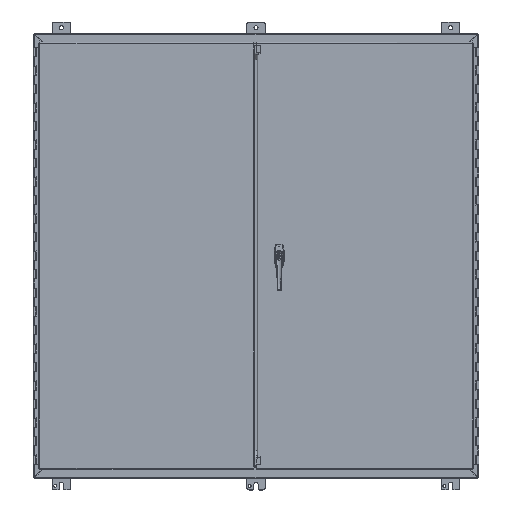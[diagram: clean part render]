
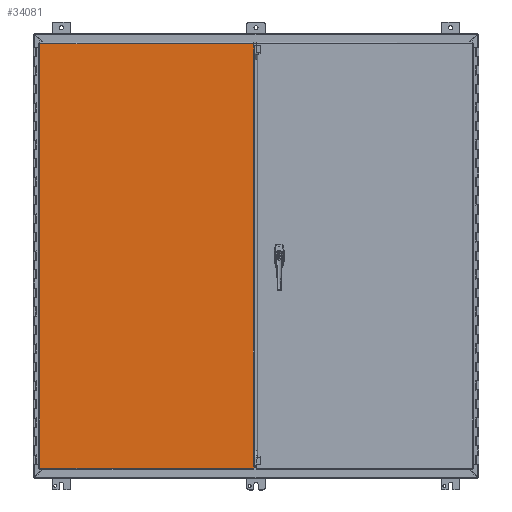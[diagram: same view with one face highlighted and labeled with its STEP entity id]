
A CAD part, top view. The second image highlights one B-rep face of the part: STEP entity #34081.
In plain terms, the highlighted face is planar.
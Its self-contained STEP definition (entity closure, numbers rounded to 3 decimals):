
#2919=PLANE($,#36430);
#4641=FACE_OUTER_BOUND($,#6689,.T.);
#6689=EDGE_LOOP($,(#28868,#28869,#28870,#28871,#28872,#28873,#28874,#28875,
#28876,#28877,#28878,#28879));
#9885=LINE($,#79105,#12838);
#9888=LINE($,#79116,#12841);
#9891=LINE($,#79123,#12844);
#9895=LINE($,#79130,#12848);
#9897=LINE($,#79134,#12850);
#9898=LINE($,#79136,#12851);
#9899=LINE($,#79138,#12852);
#9900=LINE($,#79140,#12853);
#9901=LINE($,#79142,#12854);
#9902=LINE($,#79144,#12855);
#9903=LINE($,#79146,#12856);
#9904=LINE($,#79147,#12857);
#12838=VECTOR($,#42601,44.125);
#12841=VECTOR($,#42616,0.);
#12844=VECTOR($,#42621,0.031);
#12848=VECTOR($,#42627,0.);
#12850=VECTOR($,#42631,0.);
#12851=VECTOR($,#42632,0.);
#12852=VECTOR($,#42633,0.031);
#12853=VECTOR($,#42634,0.844);
#12854=VECTOR($,#42635,23.063);
#12855=VECTOR($,#42636,45.813);
#12856=VECTOR($,#42637,23.063);
#12857=VECTOR($,#42638,0.844);
#16174=VERTEX_POINT($,#79094);
#16175=VERTEX_POINT($,#79104);
#16177=VERTEX_POINT($,#79115);
#16179=VERTEX_POINT($,#79121);
#16180=VERTEX_POINT($,#79122);
#16183=VERTEX_POINT($,#79133);
#16184=VERTEX_POINT($,#79135);
#16185=VERTEX_POINT($,#79137);
#16186=VERTEX_POINT($,#79139);
#16187=VERTEX_POINT($,#79141);
#16188=VERTEX_POINT($,#79143);
#16189=VERTEX_POINT($,#79145);
#20555=EDGE_CURVE($,#16175,#16174,#9885,.T.);
#20560=EDGE_CURVE($,#16177,#16175,#9888,.T.);
#20563=EDGE_CURVE($,#16179,#16180,#9891,.T.);
#20567=EDGE_CURVE($,#16180,#16177,#9895,.T.);
#20569=EDGE_CURVE($,#16174,#16183,#9897,.T.);
#20570=EDGE_CURVE($,#16183,#16184,#9898,.T.);
#20571=EDGE_CURVE($,#16184,#16185,#9899,.T.);
#20572=EDGE_CURVE($,#16185,#16186,#9900,.T.);
#20573=EDGE_CURVE($,#16186,#16187,#9901,.T.);
#20574=EDGE_CURVE($,#16187,#16188,#9902,.T.);
#20575=EDGE_CURVE($,#16188,#16189,#9903,.T.);
#20576=EDGE_CURVE($,#16189,#16179,#9904,.T.);
#28868=ORIENTED_EDGE($,*,*,#20563,.T.);
#28869=ORIENTED_EDGE($,*,*,#20567,.T.);
#28870=ORIENTED_EDGE($,*,*,#20560,.T.);
#28871=ORIENTED_EDGE($,*,*,#20555,.T.);
#28872=ORIENTED_EDGE($,*,*,#20569,.T.);
#28873=ORIENTED_EDGE($,*,*,#20570,.T.);
#28874=ORIENTED_EDGE($,*,*,#20571,.T.);
#28875=ORIENTED_EDGE($,*,*,#20572,.T.);
#28876=ORIENTED_EDGE($,*,*,#20573,.T.);
#28877=ORIENTED_EDGE($,*,*,#20574,.T.);
#28878=ORIENTED_EDGE($,*,*,#20575,.T.);
#28879=ORIENTED_EDGE($,*,*,#20576,.T.);
#34081=ADVANCED_FACE($,(#4641),#2919,.F.);
#36430=AXIS2_PLACEMENT_3D($,#79132,#42629,#42630);
#42601=DIRECTION($,(0.,-1.,0.));
#42616=DIRECTION($,(1.,0.,0.));
#42621=DIRECTION($,(-1.,0.,0.));
#42627=DIRECTION($,(0.,-1.,0.));
#42629=DIRECTION('center_axis',(0.,0.,1.));
#42630=DIRECTION('ref_axis',(1.,0.,0.));
#42631=DIRECTION($,(-1.,0.,0.));
#42632=DIRECTION($,(0.,-1.,0.));
#42633=DIRECTION($,(1.,0.,0.));
#42634=DIRECTION($,(0.,-1.,0.));
#42635=DIRECTION($,(-1.,0.,0.));
#42636=DIRECTION($,(0.,1.,0.));
#42637=DIRECTION($,(1.,0.,0.));
#42638=DIRECTION($,(0.,-1.,0.));
#79094=CARTESIAN_POINT('',(11.563,-22.063,0.));
#79104=CARTESIAN_POINT('',(11.563,22.063,0.));
#79105=CARTESIAN_POINT($,(11.563,11.031,0.));
#79115=CARTESIAN_POINT('',(11.562,22.063,0.));
#79116=CARTESIAN_POINT($,(5.781,22.063,0.));
#79121=CARTESIAN_POINT('',(11.594,22.063,0.));
#79122=CARTESIAN_POINT('',(11.562,22.063,0.));
#79123=CARTESIAN_POINT($,(5.797,22.063,0.));
#79130=CARTESIAN_POINT($,(11.562,11.031,0.));
#79132=CARTESIAN_POINT('Origin',(0.,0.,0.));
#79133=CARTESIAN_POINT('',(11.562,-22.063,0.));
#79134=CARTESIAN_POINT($,(5.797,-22.063,0.));
#79135=CARTESIAN_POINT('',(11.562,-22.063,0.));
#79136=CARTESIAN_POINT($,(11.562,-11.031,0.));
#79137=CARTESIAN_POINT('',(11.594,-22.063,0.));
#79138=CARTESIAN_POINT($,(5.781,-22.063,0.));
#79139=CARTESIAN_POINT('',(11.594,-22.906,0.));
#79140=CARTESIAN_POINT($,(11.594,23.031,0.));
#79141=CARTESIAN_POINT('',(-11.469,-22.906,0.));
#79142=CARTESIAN_POINT($,(5.797,-22.906,0.));
#79143=CARTESIAN_POINT('',(-11.469,22.906,0.));
#79144=CARTESIAN_POINT($,(-11.469,-11.453,0.));
#79145=CARTESIAN_POINT('',(11.594,22.906,0.));
#79146=CARTESIAN_POINT($,(-5.797,22.906,0.));
#79147=CARTESIAN_POINT($,(11.594,23.031,0.));
